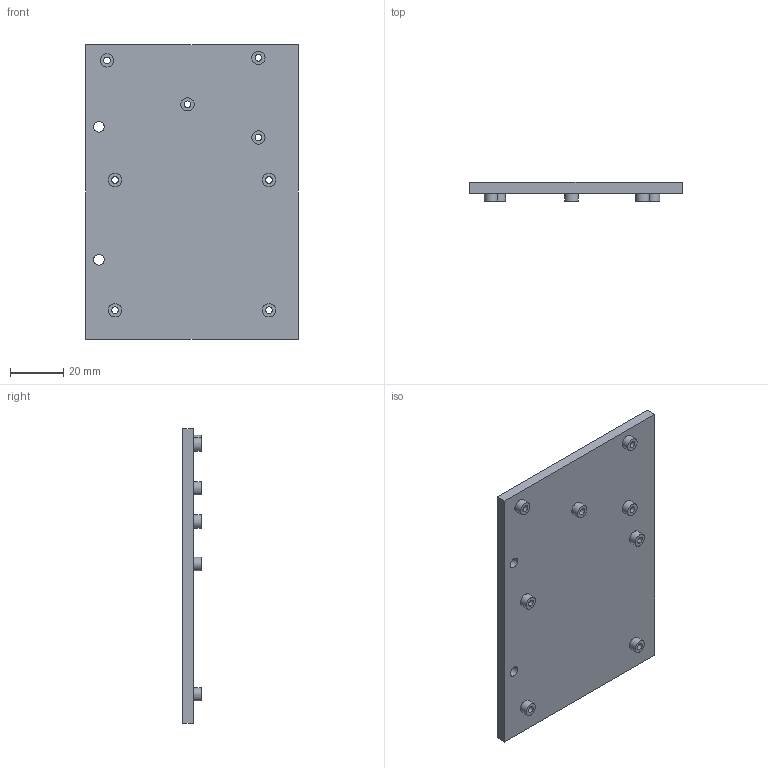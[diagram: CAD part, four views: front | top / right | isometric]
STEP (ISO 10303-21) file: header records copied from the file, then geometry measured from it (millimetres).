
FILE_DESCRIPTION(/* description */ ('STEP AP242','CAx-IF Rec.Pracs.---Representation and Presentation of Product Manufacturing Information (PMI)---4.0---2014-10-13','CAx-IF Rec.Pracs.---3D Tessellated Geometry---0.4---2014-09-14','2;1'),/* implementation_level */ '2;1');
FILE_NAME(/* name */ '6368270b21873964c6ea36c7',/* time_stamp */ '2022-11-06T21:28:43+00:00',/* author */ (''),/* organization */ (''),/* preprocessor_version */ 'ST-DEVELOPER v18.102',/* originating_system */ ' ',/* authorisation */ ' ');
FILE_SCHEMA (('AP242_MANAGED_MODEL_BASED_3D_ENGINEERING_MIM_LF { 1 0 10303 442 1 1 4 }'));
Length unit declared in the file: metre
Products named in the file (1): Main Plate
Bounding box: 80 x 7 x 111 mm (x, y, z)
Volume: 35615.8 mm3; surface area: 20076.5 mm2
Topology: 1 solids, 1 shells, 32 faces, 66 edges, 44 vertices
Faces by surface type: cylinder 18, plane 14
Full cylindrical faces by diameter (mm): 2.5 x8, 4 x2, 5 x8
Entity records: 838 total; most frequent: DIRECTION 150, CARTESIAN_POINT 125, ORIENTED_EDGE 96, EDGE_LOOP 78, FACE_BOUND 78, AXIS2_PLACEMENT_3D 69, EDGE_CURVE 48, VERTEX_POINT 44
